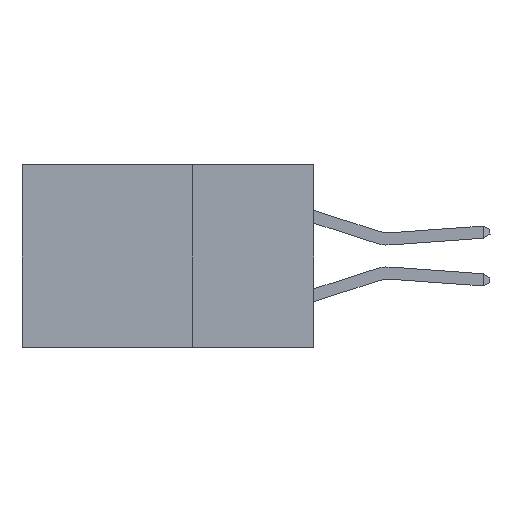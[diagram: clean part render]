
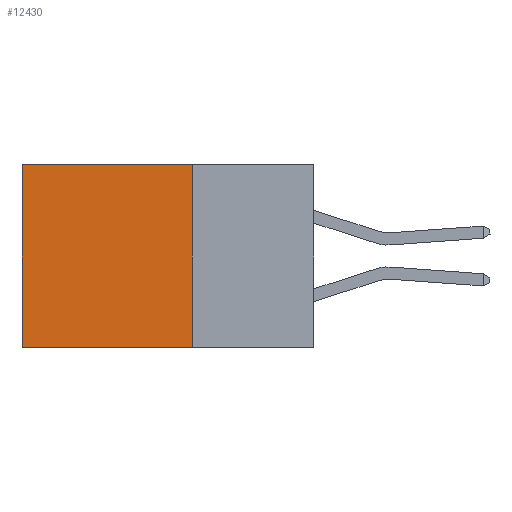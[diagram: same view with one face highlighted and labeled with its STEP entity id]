
A CAD part, left-side view. The second image highlights one B-rep face of the part: STEP entity #12430.
In plain terms, the highlighted planar face has unit normal (-1, 0, 0).
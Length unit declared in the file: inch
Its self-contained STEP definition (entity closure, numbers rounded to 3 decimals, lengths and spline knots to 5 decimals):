
#973 = VERTEX_POINT ( 'NONE', #7140 ) ;
#1903 = CARTESIAN_POINT ( 'NONE',  ( 0.2875, 0.25, -0.375 ) ) ;
#2210 = EDGE_CURVE ( 'NONE', #973, #9627, #13477, .T. ) ;
#3120 = LINE ( 'NONE', #3775, #8667 ) ;
#3608 = CARTESIAN_POINT ( 'NONE',  ( 0.2875, 0.25, -0.375 ) ) ;
#3775 = CARTESIAN_POINT ( 'NONE',  ( 0.2875, 0.25, 0. ) ) ;
#3857 = CARTESIAN_POINT ( 'NONE',  ( 0.2875, 0.6, 0. ) ) ;
#5099 = CARTESIAN_POINT ( 'NONE',  ( 0.2875, 0.25, -0.375 ) ) ;
#5264 = PLANE ( 'NONE',  #7135 ) ;
#5457 = VECTOR ( 'NONE', #12144, 39.37008 ) ;
#5771 = ORIENTED_EDGE ( 'NONE', *, *, #12574, .T. ) ;
#6078 = EDGE_LOOP ( 'NONE', ( #5771, #9054, #7471, #8327 ) ) ;
#6180 = VERTEX_POINT ( 'NONE', #3857 ) ;
#6485 = EDGE_CURVE ( 'NONE', #9627, #8776, #9094, .T. ) ;
#6649 = VECTOR ( 'NONE', #7453, 39.37008 ) ;
#7135 = AXIS2_PLACEMENT_3D ( 'NONE', #11473, #13268, #13174 ) ;
#7140 = CARTESIAN_POINT ( 'NONE',  ( 0.2875, 0.25, 0. ) ) ;
#7388 = VECTOR ( 'NONE', #14130, 39.37008 ) ;
#7453 = DIRECTION ( 'NONE',  ( 0., 0., -1. ) ) ;
#7471 = ORIENTED_EDGE ( 'NONE', *, *, #2210, .F. ) ;
#7544 = EDGE_CURVE ( 'NONE', #973, #6180, #3120, .T. ) ;
#8082 = CARTESIAN_POINT ( 'NONE',  ( 0.2875, 0.6, -0.375 ) ) ;
#8327 = ORIENTED_EDGE ( 'NONE', *, *, #7544, .T. ) ;
#8667 = VECTOR ( 'NONE', #9910, 39.37008 ) ;
#8776 = VERTEX_POINT ( 'NONE', #8082 ) ;
#9054 = ORIENTED_EDGE ( 'NONE', *, *, #6485, .F. ) ;
#9094 = LINE ( 'NONE', #1903, #7388 ) ;
#9627 = VERTEX_POINT ( 'NONE', #5099 ) ;
#9887 = CARTESIAN_POINT ( 'NONE',  ( 0.2875, 0.6, -0.375 ) ) ;
#9910 = DIRECTION ( 'NONE',  ( 0., 1., 0. ) ) ;
#10278 = LINE ( 'NONE', #9887, #6649 ) ;
#11473 = CARTESIAN_POINT ( 'NONE',  ( 0.2875, 0.25, -0.375 ) ) ;
#12144 = DIRECTION ( 'NONE',  ( 0., 0., -1. ) ) ;
#12430 = ADVANCED_FACE ( 'NONE', ( #13322 ), #5264, .F. ) ;
#12574 = EDGE_CURVE ( 'NONE', #6180, #8776, #10278, .T. ) ;
#13174 = DIRECTION ( 'NONE',  ( 0., 0., -1. ) ) ;
#13268 = DIRECTION ( 'NONE',  ( 1., 0., 0. ) ) ;
#13322 = FACE_OUTER_BOUND ( 'NONE', #6078, .T. ) ;
#13477 = LINE ( 'NONE', #3608, #5457 ) ;
#14130 = DIRECTION ( 'NONE',  ( 0., 1., 0. ) ) ;
